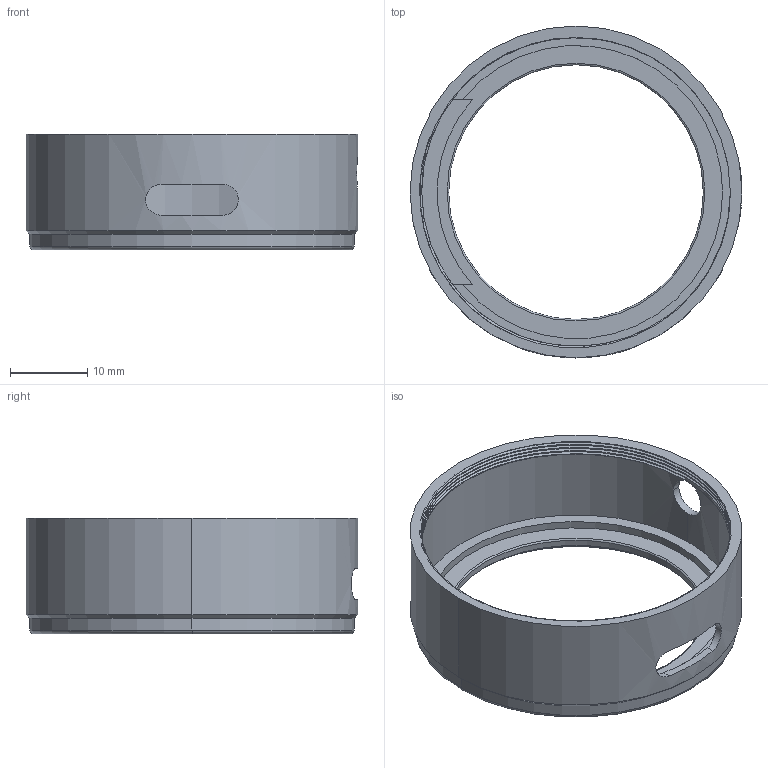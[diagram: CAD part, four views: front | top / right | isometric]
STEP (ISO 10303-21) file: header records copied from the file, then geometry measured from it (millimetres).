
FILE_DESCRIPTION (( 'STEP AP203' ), '1' );
FILE_NAME ('1_s.STEP', '2023-10-05T12:22:45', ( '' ), ( '' ), 'SwSTEP 2.0', 'SolidWorks 2021', '' );
FILE_SCHEMA (( 'CONFIG_CONTROL_DESIGN' ));
Length unit declared in the file: millimetre
Products named in the file (1): 1_s
Bounding box: 43 x 43 x 15 mm (x, y, z)
Volume: 2773.9 mm3; surface area: 5232.6 mm2
Topology: 1 solids, 1 shells, 51 faces, 127 edges, 80 vertices
Faces by surface type: cylinder 28, plane 12, torus 6, bspline 3, cone 2
Entity records: 2278 total; most frequent: CARTESIAN_POINT 1029, ORIENTED_EDGE 254, DIRECTION 238, EDGE_CURVE 127, AXIS2_PLACEMENT_3D 96, VERTEX_POINT 80, EDGE_LOOP 59, FACE_OUTER_BOUND 51
